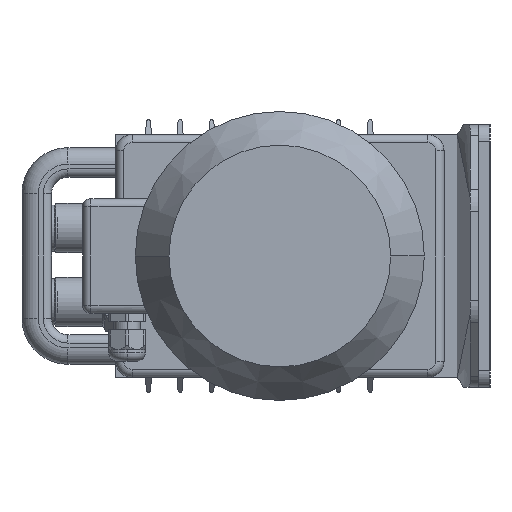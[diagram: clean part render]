
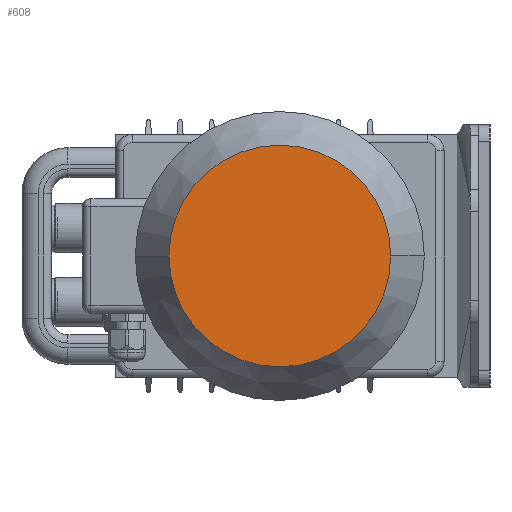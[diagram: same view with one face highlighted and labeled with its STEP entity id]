
A CAD part, left-side view. The second image highlights one B-rep face of the part: STEP entity #608.
In plain terms, the highlighted planar face has unit normal (-1, 0, 0).
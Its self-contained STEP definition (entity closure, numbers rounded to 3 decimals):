
#608 = ADVANCED_FACE ( 'NONE', ( #2557 ), #10443, .T. ) ;
#834 = CARTESIAN_POINT ( 'NONE',  ( -316., 128., 0. ) ) ;
#998 = DIRECTION ( 'NONE',  ( -1., 0., 0. ) ) ;
#1604 = VERTEX_POINT ( 'NONE', #7454 ) ;
#1979 = CIRCLE ( 'NONE', #5573, 67.5 ) ;
#2277 = DIRECTION ( 'NONE',  ( 0., -1., 0. ) ) ;
#2557 = FACE_OUTER_BOUND ( 'NONE', #6682, .T. ) ;
#5215 = CARTESIAN_POINT ( 'NONE',  ( -316., 195.5, 0. ) ) ;
#5573 = AXIS2_PLACEMENT_3D ( 'NONE', #9560, #17533, #9612 ) ;
#6682 = EDGE_LOOP ( 'NONE', ( #14153, #7598 ) ) ;
#7454 = CARTESIAN_POINT ( 'NONE',  ( -316., 60.5, 0. ) ) ;
#7598 = ORIENTED_EDGE ( 'NONE', *, *, #11706, .F. ) ;
#8863 = AXIS2_PLACEMENT_3D ( 'NONE', #834, #998, #2277 ) ;
#9560 = CARTESIAN_POINT ( 'NONE',  ( -316., 128., 0. ) ) ;
#9612 = DIRECTION ( 'NONE',  ( 0., 1., 0. ) ) ;
#10204 = EDGE_CURVE ( 'NONE', #16118, #1604, #16906, .T. ) ;
#10427 = AXIS2_PLACEMENT_3D ( 'NONE', #15288, #12650, #12595 ) ;
#10443 = PLANE ( 'NONE',  #8863 ) ;
#11706 = EDGE_CURVE ( 'NONE', #1604, #16118, #1979, .T. ) ;
#12595 = DIRECTION ( 'NONE',  ( 0., 1., 0. ) ) ;
#12650 = DIRECTION ( 'NONE',  ( 1., 0., 0. ) ) ;
#14153 = ORIENTED_EDGE ( 'NONE', *, *, #10204, .F. ) ;
#15288 = CARTESIAN_POINT ( 'NONE',  ( -316., 128., 0. ) ) ;
#16118 = VERTEX_POINT ( 'NONE', #5215 ) ;
#16906 = CIRCLE ( 'NONE', #10427, 67.5 ) ;
#17533 = DIRECTION ( 'NONE',  ( 1., 0., 0. ) ) ;
